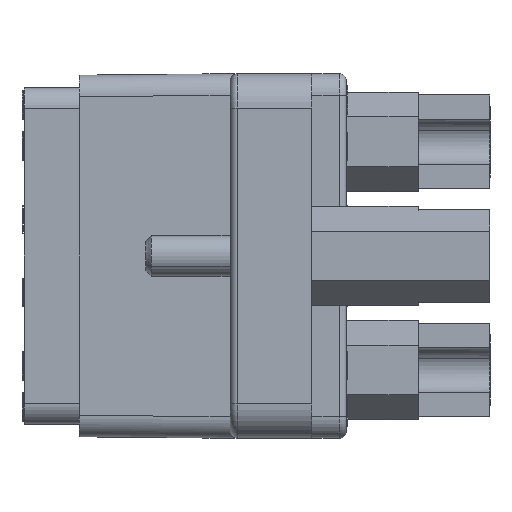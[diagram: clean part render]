
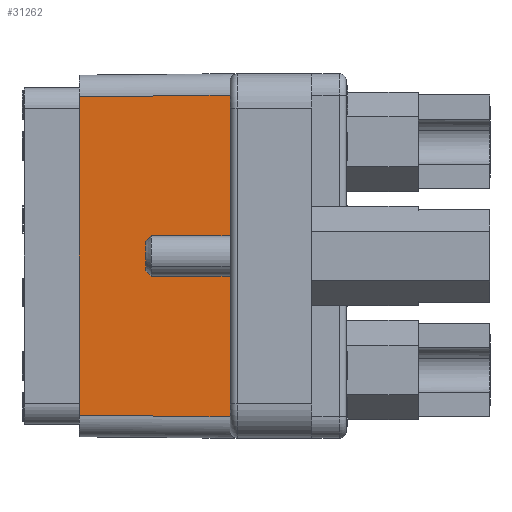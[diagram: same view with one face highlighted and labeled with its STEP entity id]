
A CAD part, left-side view. The second image highlights one B-rep face of the part: STEP entity #31262.
In plain terms, the highlighted planar face has unit normal (-1, 0, 0).
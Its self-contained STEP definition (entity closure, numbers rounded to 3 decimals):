
#347=CARTESIAN_POINT('',(-13.6,18.6,11.1));
#363=DIRECTION('',(0.,0.,1.));
#364=VECTOR('',#363,22.2);
#365=CARTESIAN_POINT('',(-13.6,18.6,-11.1));
#366=LINE('',#365,#364);
#381=CARTESIAN_POINT('',(-13.6,18.6,-11.1));
#725=DIRECTION('',(0.,1.,-0.01));
#726=VECTOR('',#725,10.5);
#727=CARTESIAN_POINT('',(-13.6,8.1,11.2));
#728=LINE('',#727,#726);
#729=DIRECTION('',(0.,0.,1.));
#730=VECTOR('',#729,22.4);
#731=CARTESIAN_POINT('',(-13.6,8.1,-11.2));
#732=LINE('',#731,#730);
#733=DIRECTION('',(0.,-1.,-0.01));
#734=VECTOR('',#733,10.5);
#735=CARTESIAN_POINT('',(-13.6,18.6,-11.1));
#736=LINE('',#735,#734);
#27099=VERTEX_POINT('',#347);
#27100=CARTESIAN_POINT('',(-13.6,8.1,11.2));
#27101=VERTEX_POINT('',#27100);
#27102=VERTEX_POINT('',#381);
#27103=CARTESIAN_POINT('',(-13.6,8.1,-11.2));
#27104=VERTEX_POINT('',#27103);
#31250=CARTESIAN_POINT('',(-13.6,8.1,-12.7));
#31251=DIRECTION('',(1.,0.,0.));
#31252=DIRECTION('',(0.,1.,0.));
#31253=AXIS2_PLACEMENT_3D('',#31250,#31251,#31252);
#31254=PLANE('',#31253);
#31255=ORIENTED_EDGE('',*,*,#31232,.F.);
#31256=ORIENTED_EDGE('',*,*,#31164,.F.);
#31258=ORIENTED_EDGE('',*,*,#31257,.F.);
#31259=ORIENTED_EDGE('',*,*,#31003,.T.);
#31260=EDGE_LOOP('',(#31255,#31256,#31258,#31259));
#31261=FACE_OUTER_BOUND('',#31260,.F.);
#31262=ADVANCED_FACE('',(#31261),#31254,.F.);
#31003=EDGE_CURVE('',#27102,#27099,#366,.T.);
#31164=EDGE_CURVE('',#27104,#27101,#732,.T.);
#31232=EDGE_CURVE('',#27101,#27099,#728,.T.);
#31257=EDGE_CURVE('',#27102,#27104,#736,.T.);
